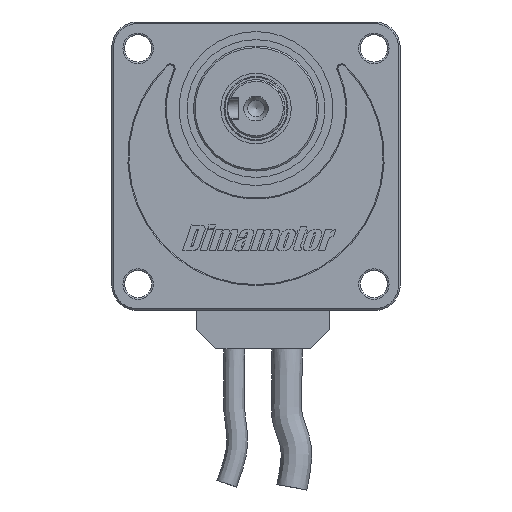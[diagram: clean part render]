
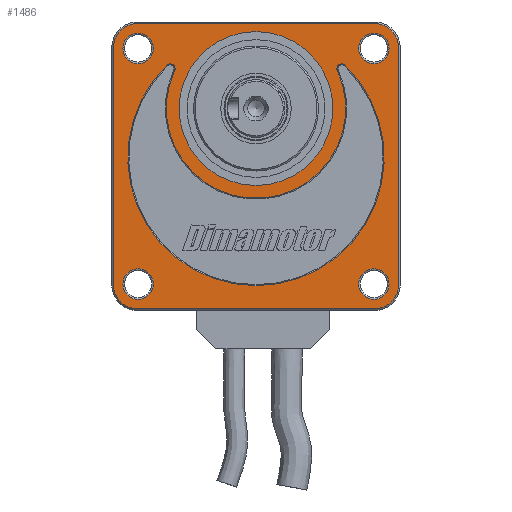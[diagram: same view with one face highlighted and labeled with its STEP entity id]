
A CAD part, front view. The second image highlights one B-rep face of the part: STEP entity #1486.
In plain terms, the highlighted planar face has unit normal (0, -1, 0).
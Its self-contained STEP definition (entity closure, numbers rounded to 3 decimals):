
#1486 = ADVANCED_FACE( '', ( #3098, #3099, #3100, #3101, #3102, #3103, #3104 ), #3105, .T. );
#3098 = FACE_OUTER_BOUND( '', #5187, .T. );
#3099 = FACE_BOUND( '', #5188, .T. );
#3100 = FACE_BOUND( '', #5189, .T. );
#3101 = FACE_BOUND( '', #5190, .T. );
#3102 = FACE_BOUND( '', #5191, .T. );
#3103 = FACE_BOUND( '', #5192, .T. );
#3104 = FACE_BOUND( '', #5193, .T. );
#3105 = PLANE( '', #5194 );
#5187 = EDGE_LOOP( '', ( #9450, #9451, #9452, #9453, #9454, #9455, #9456, #9457 ) );
#5188 = EDGE_LOOP( '', ( #9458 ) );
#5189 = EDGE_LOOP( '', ( #9459 ) );
#5190 = EDGE_LOOP( '', ( #9460 ) );
#5191 = EDGE_LOOP( '', ( #9461 ) );
#5192 = EDGE_LOOP( '', ( #9462 ) );
#5193 = EDGE_LOOP( '', ( #9463, #9464, #9465, #9466 ) );
#5194 = AXIS2_PLACEMENT_3D( '', #9467, #9468, #9469 );
#9450 = ORIENTED_EDGE( '', *, *, #11909, .T. );
#9451 = ORIENTED_EDGE( '', *, *, #11584, .T. );
#9452 = ORIENTED_EDGE( '', *, *, #10980, .T. );
#9453 = ORIENTED_EDGE( '', *, *, #12041, .T. );
#9454 = ORIENTED_EDGE( '', *, *, #11095, .T. );
#9455 = ORIENTED_EDGE( '', *, *, #12042, .T. );
#9456 = ORIENTED_EDGE( '', *, *, #12012, .T. );
#9457 = ORIENTED_EDGE( '', *, *, #12043, .T. );
#9458 = ORIENTED_EDGE( '', *, *, #12044, .T. );
#9459 = ORIENTED_EDGE( '', *, *, #11212, .T. );
#9460 = ORIENTED_EDGE( '', *, *, #11455, .T. );
#9461 = ORIENTED_EDGE( '', *, *, #10825, .T. );
#9462 = ORIENTED_EDGE( '', *, *, #10742, .T. );
#9463 = ORIENTED_EDGE( '', *, *, #11498, .T. );
#9464 = ORIENTED_EDGE( '', *, *, #10624, .T. );
#9465 = ORIENTED_EDGE( '', *, *, #10998, .T. );
#9466 = ORIENTED_EDGE( '', *, *, #11410, .T. );
#9467 = CARTESIAN_POINT( '', ( 0., -57., 0. ) );
#9468 = DIRECTION( '', ( 0., -1., 0. ) );
#9469 = DIRECTION( '', ( 0., 0., -1. ) );
#10624 = EDGE_CURVE( '', #12529, #12533, #12535, .T. );
#10742 = EDGE_CURVE( '', #12731, #12731, #12732, .T. );
#10825 = EDGE_CURVE( '', #12872, #12872, #12873, .T. );
#10980 = EDGE_CURVE( '', #13133, #13131, #13134, .T. );
#10998 = EDGE_CURVE( '', #12533, #13159, #13161, .T. );
#11095 = EDGE_CURVE( '', #13306, #13304, #13307, .T. );
#11212 = EDGE_CURVE( '', #13483, #13483, #13484, .T. );
#11410 = EDGE_CURVE( '', #13159, #13768, #13770, .T. );
#11455 = EDGE_CURVE( '', #13830, #13830, #13831, .T. );
#11498 = EDGE_CURVE( '', #13768, #12529, #13885, .T. );
#11584 = EDGE_CURVE( '', #14007, #13133, #14011, .T. );
#11909 = EDGE_CURVE( '', #14436, #14007, #14439, .T. );
#12012 = EDGE_CURVE( '', #14554, #14556, #14558, .T. );
#12041 = EDGE_CURVE( '', #13131, #13306, #14591, .T. );
#12042 = EDGE_CURVE( '', #13304, #14554, #14592, .T. );
#12043 = EDGE_CURVE( '', #14556, #14436, #14593, .T. );
#12044 = EDGE_CURVE( '', #14594, #14594, #14595, .T. );
#12529 = VERTEX_POINT( '', #15216 );
#12533 = VERTEX_POINT( '', #15221 );
#12535 = CIRCLE( '', #15224, 1.5 );
#12731 = VERTEX_POINT( '', #15545 );
#12732 = CIRCLE( '', #15546, 24. );
#12872 = VERTEX_POINT( '', #15756 );
#12873 = CIRCLE( '', #15757, 4.75 );
#13131 = VERTEX_POINT( '', #16258 );
#13133 = VERTEX_POINT( '', #16261 );
#13134 = CIRCLE( '', #16262, 7.5 );
#13159 = VERTEX_POINT( '', #16293 );
#13161 = CIRCLE( '', #16296, 40. );
#13304 = VERTEX_POINT( '', #16538 );
#13306 = VERTEX_POINT( '', #16541 );
#13307 = CIRCLE( '', #16542, 7.5 );
#13483 = VERTEX_POINT( '', #16831 );
#13484 = CIRCLE( '', #16832, 4.75 );
#13768 = VERTEX_POINT( '', #17330 );
#13770 = CIRCLE( '', #17333, 1.5 );
#13830 = VERTEX_POINT( '', #17482 );
#13831 = CIRCLE( '', #17483, 4.75 );
#13885 = CIRCLE( '', #17564, 28. );
#14007 = VERTEX_POINT( '', #17818 );
#14011 = LINE( '', #17824, #17825 );
#14436 = VERTEX_POINT( '', #18747 );
#14439 = CIRCLE( '', #18751, 7.5 );
#14554 = VERTEX_POINT( '', #18914 );
#14556 = VERTEX_POINT( '', #18917 );
#14558 = CIRCLE( '', #18920, 7.5 );
#14591 = LINE( '', #18970, #18971 );
#14592 = LINE( '', #18972, #18973 );
#14593 = LINE( '', #18974, #18975 );
#14594 = VERTEX_POINT( '', #18976 );
#14595 = CIRCLE( '', #18977, 4.75 );
#15216 = CARTESIAN_POINT( '', ( 25.391, -57., 29.802 ) );
#15221 = CARTESIAN_POINT( '', ( 27.794, -57., 31.513 ) );
#15224 = AXIS2_PLACEMENT_3D( '', #19453, #19454, #19455 );
#15545 = CARTESIAN_POINT( '', ( 24., -57., 18. ) );
#15546 = AXIS2_PLACEMENT_3D( '', #19595, #19596, #19597 );
#15756 = CARTESIAN_POINT( '', ( -36.77, -57., 32.02 ) );
#15757 = AXIS2_PLACEMENT_3D( '', #19683, #19684, #19685 );
#16258 = CARTESIAN_POINT( '', ( -37., -57., -44.5 ) );
#16261 = CARTESIAN_POINT( '', ( -44.5, -57., -37. ) );
#16262 = AXIS2_PLACEMENT_3D( '', #19853, #19854, #19855 );
#16293 = CARTESIAN_POINT( '', ( -27.794, -57., 31.513 ) );
#16296 = AXIS2_PLACEMENT_3D( '', #19881, #19882, #19883 );
#16538 = CARTESIAN_POINT( '', ( 44.5, -57., -37. ) );
#16541 = CARTESIAN_POINT( '', ( 37., -57., -44.5 ) );
#16542 = AXIS2_PLACEMENT_3D( '', #19996, #19997, #19998 );
#16831 = CARTESIAN_POINT( '', ( 36.77, -57., 32.02 ) );
#16832 = AXIS2_PLACEMENT_3D( '', #20143, #20144, #20145 );
#17330 = CARTESIAN_POINT( '', ( -25.391, -57., 29.802 ) );
#17333 = AXIS2_PLACEMENT_3D( '', #20367, #20368, #20369 );
#17482 = CARTESIAN_POINT( '', ( -36.77, -57., -41.52 ) );
#17483 = AXIS2_PLACEMENT_3D( '', #20408, #20409, #20410 );
#17564 = AXIS2_PLACEMENT_3D( '', #20449, #20450, #20451 );
#17818 = CARTESIAN_POINT( '', ( -44.5, -57., 37. ) );
#17824 = CARTESIAN_POINT( '', ( -44.5, -57., 0. ) );
#17825 = VECTOR( '', #20541, 1000. );
#18747 = CARTESIAN_POINT( '', ( -37., -57., 44.5 ) );
#18751 = AXIS2_PLACEMENT_3D( '', #20860, #20861, #20862 );
#18914 = CARTESIAN_POINT( '', ( 44.5, -57., 37. ) );
#18917 = CARTESIAN_POINT( '', ( 37., -57., 44.5 ) );
#18920 = AXIS2_PLACEMENT_3D( '', #20936, #20937, #20938 );
#18970 = CARTESIAN_POINT( '', ( 0., -57., -44.5 ) );
#18971 = VECTOR( '', #20956, 1000. );
#18972 = CARTESIAN_POINT( '', ( 44.5, -57., 0. ) );
#18973 = VECTOR( '', #20957, 1000. );
#18974 = CARTESIAN_POINT( '', ( 0., -57., 44.5 ) );
#18975 = VECTOR( '', #20958, 1000. );
#18976 = CARTESIAN_POINT( '', ( 36.77, -57., -41.52 ) );
#18977 = AXIS2_PLACEMENT_3D( '', #20959, #20960, #20961 );
#19453 = CARTESIAN_POINT( '', ( 26.752, -57., 30.434 ) );
#19454 = DIRECTION( '', ( 0., 1., 0. ) );
#19455 = DIRECTION( '', ( 1., 0., 0. ) );
#19595 = CARTESIAN_POINT( '', ( 0., -57., 18. ) );
#19596 = DIRECTION( '', ( 0., 1., 0. ) );
#19597 = DIRECTION( '', ( 1., 0., 0. ) );
#19683 = CARTESIAN_POINT( '', ( -36.77, -57., 36.77 ) );
#19684 = DIRECTION( '', ( 0., 1., 0. ) );
#19685 = DIRECTION( '', ( 0., 0., -1. ) );
#19853 = CARTESIAN_POINT( '', ( -37., -57., -37. ) );
#19854 = DIRECTION( '', ( 0., -1., 0. ) );
#19855 = DIRECTION( '', ( 0., 0., -1. ) );
#19881 = CARTESIAN_POINT( '', ( 0., -57., 2.746 ) );
#19882 = DIRECTION( '', ( 0., 1., 0. ) );
#19883 = DIRECTION( '', ( 0., 0., 1. ) );
#19996 = CARTESIAN_POINT( '', ( 37., -57., -37. ) );
#19997 = DIRECTION( '', ( 0., -1., 0. ) );
#19998 = DIRECTION( '', ( 0., 0., -1. ) );
#20143 = CARTESIAN_POINT( '', ( 36.77, -57., 36.77 ) );
#20144 = DIRECTION( '', ( 0., 1., 0. ) );
#20145 = DIRECTION( '', ( 0., 0., -1. ) );
#20367 = CARTESIAN_POINT( '', ( -26.752, -57., 30.434 ) );
#20368 = DIRECTION( '', ( 0., 1., 0. ) );
#20369 = DIRECTION( '', ( -1., 0., 0. ) );
#20408 = CARTESIAN_POINT( '', ( -36.77, -57., -36.77 ) );
#20409 = DIRECTION( '', ( 0., 1., 0. ) );
#20410 = DIRECTION( '', ( 0., 0., -1. ) );
#20449 = CARTESIAN_POINT( '', ( 0., -57., 18. ) );
#20450 = DIRECTION( '', ( 0., -1., 0. ) );
#20451 = DIRECTION( '', ( 0., 0., 1. ) );
#20541 = DIRECTION( '', ( 0., 0., -1. ) );
#20860 = CARTESIAN_POINT( '', ( -37., -57., 37. ) );
#20861 = DIRECTION( '', ( 0., -1., 0. ) );
#20862 = DIRECTION( '', ( 0., 0., -1. ) );
#20936 = CARTESIAN_POINT( '', ( 37., -57., 37. ) );
#20937 = DIRECTION( '', ( 0., -1., 0. ) );
#20938 = DIRECTION( '', ( 0., 0., -1. ) );
#20956 = DIRECTION( '', ( 1., 0., 0. ) );
#20957 = DIRECTION( '', ( 0., 0., 1. ) );
#20958 = DIRECTION( '', ( -1., 0., 0. ) );
#20959 = CARTESIAN_POINT( '', ( 36.77, -57., -36.77 ) );
#20960 = DIRECTION( '', ( 0., 1., 0. ) );
#20961 = DIRECTION( '', ( 0., 0., -1. ) );
